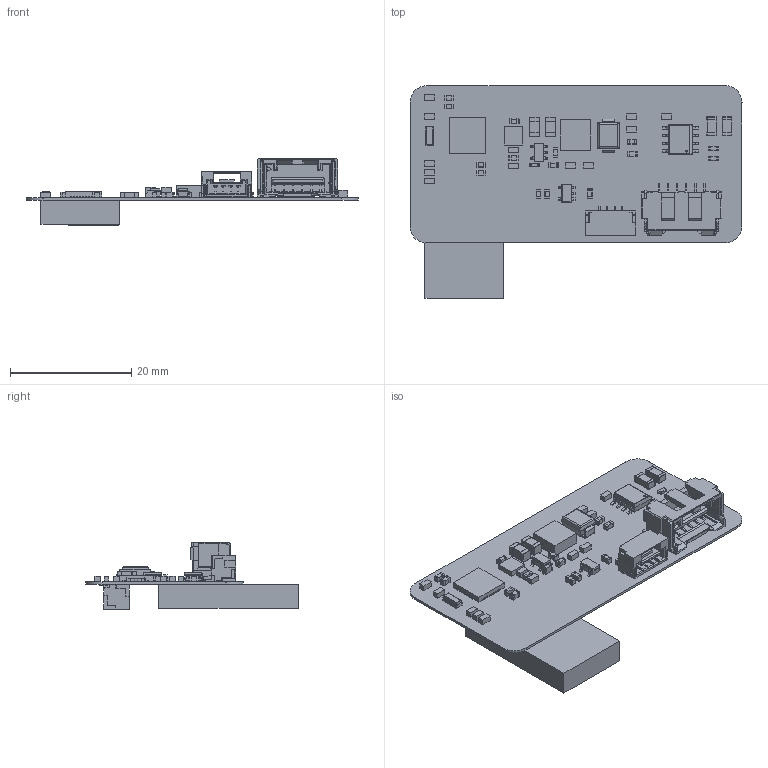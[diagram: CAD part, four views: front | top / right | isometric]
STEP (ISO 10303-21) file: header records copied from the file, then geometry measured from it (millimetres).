
FILE_DESCRIPTION(('Open CASCADE Model'),'2;1');
FILE_NAME('Open CASCADE Shape Model','2022-02-09T15:52:15',('Author'),( 'Open CASCADE'),'Open CASCADE STEP processor 6.8','Open CASCADE 6.8' ,'Unknown');
FILE_SCHEMA(('AUTOMOTIVE_DESIGN { 1 0 10303 214 1 1 1 1 }'));
Length unit declared in the file: millimetre
Products named in the file (71): PCB; Board; Open CASCADE STEP translator 6.8 2.1.1; C11; 06035A910JAT2A--3DModel-STEP-56544; U4; TPS73225DBVR--3DModel-STEP-56544; U3; 6223024960; Extruded; R14; 6223025280; R13; R6; C10; C9; Y1; CSTCE12M0G15L99-R0--3DModel-STEP-56544; U2; 6223027280; U1; SWD1; JST-BM04B-GHS-TBT; R12; 0603; R11; R10; R9; R8; R7; R5; R4; DD1; STM32F103TBU6--3DModel-STEP-56544; D1; LTST-S270GKT--3DModel-STEP-56544; CAN-AP1; SM04B-GHS-TB(LF)(SN)---3DModel-STEP-56544; CAN1; 5025850670 ...
Assembly tree (96 placements, depth 4):
  PCB
    Board
      Open CASCADE STEP translator 6.8 2.1.1
    C11
      06035A910JAT2A--3DModel-STEP-56544
    U4
      TPS73225DBVR--3DModel-STEP-56544
    U3
      6223024960
        Extruded
    R14
      6223025280
        Extruded
    R13
      6223025280
        Extruded
    R6
      6223025280
        Extruded
    C10
      06035A910JAT2A--3DModel-STEP-56544
    C9
      06035A910JAT2A--3DModel-STEP-56544
    Y1
      CSTCE12M0G15L99-R0--3DModel-STEP-56544
    U2
      6223027280
        Extruded
    U1
      TPS73225DBVR--3DModel-STEP-56544
    SWD1
      JST-BM04B-GHS-TBT
    R12
      0603
    R11
      0603
    R10
      6223025280
        Extruded
    R9
      6223025280
        Extruded
    R8
      6223025280
        Extruded
    R7
      6223025280
        Extruded
    R5
      6223025280
        Extruded
    R4
      6223025280
        Extruded
    DD1
      STM32F103TBU6--3DModel-STEP-56544
    D1
      LTST-S270GKT--3DModel-STEP-56544
    CAN-AP1
      SM04B-GHS-TB(LF)(SN)---3DModel-STEP-56544
Bounding box: 54.72 x 35.04 x 10.98 mm (x, y, z)
Volume: 2444.4 mm3; surface area: 5994.9 mm2
Topology: 157 solids, 157 shells, 2813 faces, 6994 edges, 4348 vertices
Faces by surface type: plane 1883, cylinder 718, sphere 180, bspline 16, torus 16
Entity records: 62012 total; most frequent: CARTESIAN_POINT 11036, ORIENTED_EDGE 9996, DIRECTION 9820, EDGE_CURVE 4998, LINE 4236, VECTOR 4236, VERTEX_POINT 3228, AXIS2_PLACEMENT_3D 2792
